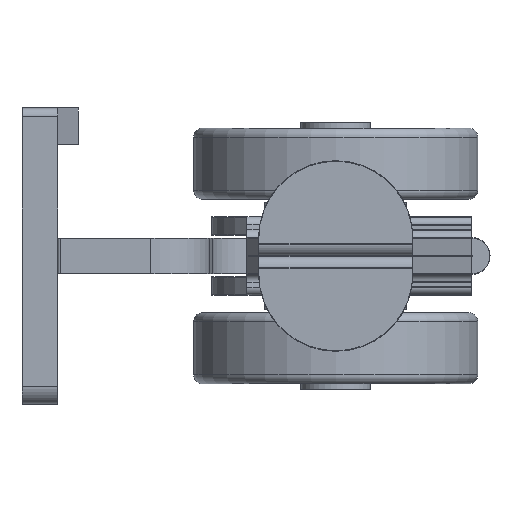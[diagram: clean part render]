
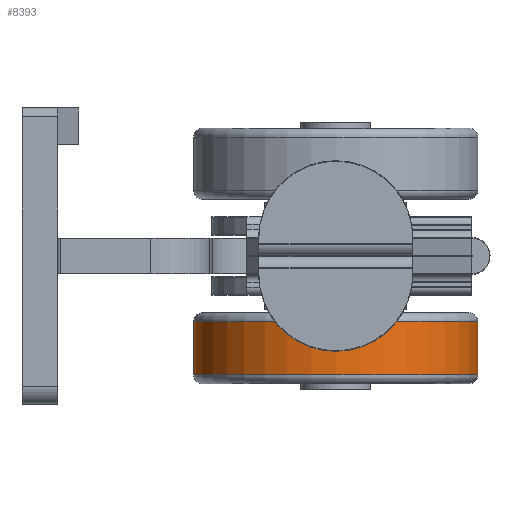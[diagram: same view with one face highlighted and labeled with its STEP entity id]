
A CAD part, front view. The second image highlights one B-rep face of the part: STEP entity #8393.
In plain terms, the highlighted cylindrical face has radius 24 mm (diameter 48 mm), a full revolution.
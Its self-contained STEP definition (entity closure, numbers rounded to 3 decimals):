
#421=CYLINDRICAL_SURFACE('',#9238,24.);
#691=CIRCLE('',#9234,24.);
#692=CIRCLE('',#9235,24.);
#693=CIRCLE('',#9236,24.);
#695=CIRCLE('',#9239,24.);
#696=CIRCLE('',#9240,24.);
#697=CIRCLE('',#9241,24.);
#1200=FACE_OUTER_BOUND('',#1696,.T.);
#1696=EDGE_LOOP('',(#6962,#6963,#6964,#6965,#6966,#6967,#6968,#6969));
#2406=LINE('',#14268,#3146);
#3146=VECTOR('',#11006,24.);
#3880=VERTEX_POINT('',#14255);
#3881=VERTEX_POINT('',#14256);
#3882=VERTEX_POINT('',#14258);
#3883=VERTEX_POINT('',#14263);
#3884=VERTEX_POINT('',#14264);
#3885=VERTEX_POINT('',#14266);
#4979=EDGE_CURVE('',#3880,#3881,#691,.T.);
#4980=EDGE_CURVE('',#3882,#3880,#692,.T.);
#4981=EDGE_CURVE('',#3881,#3882,#693,.T.);
#4983=EDGE_CURVE('',#3883,#3884,#695,.T.);
#4984=EDGE_CURVE('',#3885,#3883,#696,.T.);
#4985=EDGE_CURVE('',#3885,#3882,#2406,.T.);
#4986=EDGE_CURVE('',#3884,#3885,#697,.T.);
#6962=ORIENTED_EDGE('',*,*,#4983,.F.);
#6963=ORIENTED_EDGE('',*,*,#4984,.F.);
#6964=ORIENTED_EDGE('',*,*,#4985,.T.);
#6965=ORIENTED_EDGE('',*,*,#4980,.T.);
#6966=ORIENTED_EDGE('',*,*,#4979,.T.);
#6967=ORIENTED_EDGE('',*,*,#4981,.T.);
#6968=ORIENTED_EDGE('',*,*,#4985,.F.);
#6969=ORIENTED_EDGE('',*,*,#4986,.F.);
#8393=ADVANCED_FACE('',(#1200),#421,.T.);
#9234=AXIS2_PLACEMENT_3D('',#14257,#10992,#10993);
#9235=AXIS2_PLACEMENT_3D('',#14259,#10994,#10995);
#9236=AXIS2_PLACEMENT_3D('',#14260,#10996,#10997);
#9238=AXIS2_PLACEMENT_3D('',#14262,#11000,#11001);
#9239=AXIS2_PLACEMENT_3D('',#14265,#11002,#11003);
#9240=AXIS2_PLACEMENT_3D('',#14267,#11004,#11005);
#9241=AXIS2_PLACEMENT_3D('',#14269,#11007,#11008);
#10992=DIRECTION('center_axis',(1.,0.,0.));
#10993=DIRECTION('ref_axis',(0.,1.,0.));
#10994=DIRECTION('center_axis',(1.,0.,0.));
#10995=DIRECTION('ref_axis',(0.,1.,0.));
#10996=DIRECTION('center_axis',(1.,0.,0.));
#10997=DIRECTION('ref_axis',(0.,1.,0.));
#11000=DIRECTION('center_axis',(1.,0.,0.));
#11001=DIRECTION('ref_axis',(0.,1.,0.));
#11002=DIRECTION('center_axis',(1.,0.,0.));
#11003=DIRECTION('ref_axis',(0.,1.,0.));
#11004=DIRECTION('center_axis',(1.,0.,0.));
#11005=DIRECTION('ref_axis',(0.,1.,0.));
#11006=DIRECTION('',(-1.,0.,0.));
#11007=DIRECTION('center_axis',(1.,0.,0.));
#11008=DIRECTION('ref_axis',(0.,1.,0.));
#14255=CARTESIAN_POINT('',(-4.5,24.,0.));
#14256=CARTESIAN_POINT('',(-4.5,0.,24.));
#14257=CARTESIAN_POINT('Origin',(-4.5,0.,0.));
#14258=CARTESIAN_POINT('',(-4.5,-24.,0.));
#14259=CARTESIAN_POINT('Origin',(-4.5,0.,0.));
#14260=CARTESIAN_POINT('Origin',(-4.5,0.,0.));
#14262=CARTESIAN_POINT('Origin',(0.,0.,0.));
#14263=CARTESIAN_POINT('',(4.5,24.,0.));
#14264=CARTESIAN_POINT('',(4.5,0.,24.));
#14265=CARTESIAN_POINT('Origin',(4.5,0.,0.));
#14266=CARTESIAN_POINT('',(4.5,-24.,0.));
#14267=CARTESIAN_POINT('Origin',(4.5,0.,0.));
#14268=CARTESIAN_POINT('',(0.,-24.,0.));
#14269=CARTESIAN_POINT('Origin',(4.5,0.,0.));
